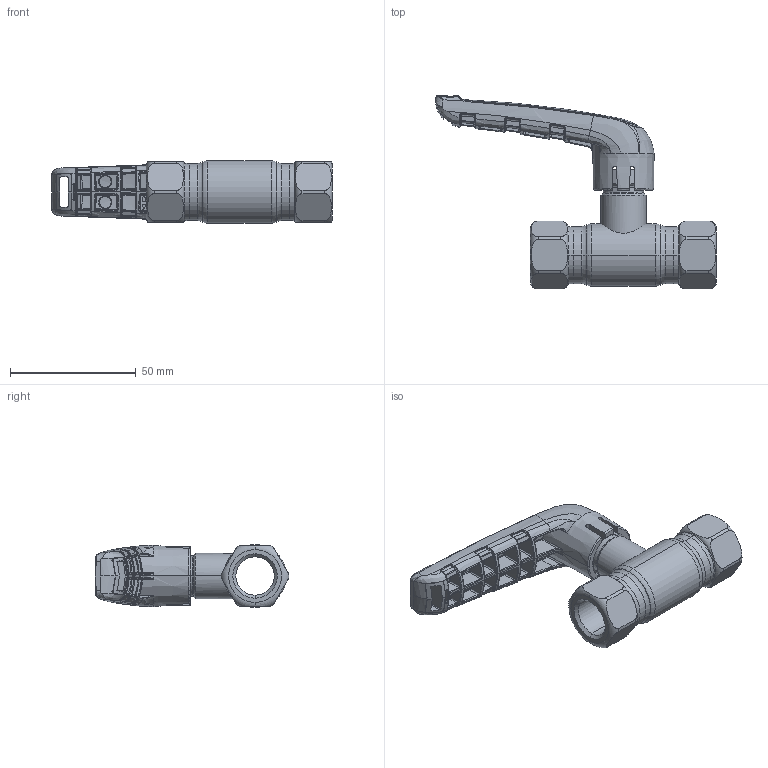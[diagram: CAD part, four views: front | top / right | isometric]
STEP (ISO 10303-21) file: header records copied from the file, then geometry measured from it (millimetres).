
FILE_DESCRIPTION (( 'STEP AP214' ), '1' );
FILE_NAME ('2010002000-xxxx.step', '2019-05-10T06:49:53', ( '' ), ( '' ), 'SwSTEP 2.0', 'SolidWorks 2017', '' );
FILE_SCHEMA (( 'AUTOMOTIVE_DESIGN' ));
Length unit declared in the file: millimetre
Products named in the file (1): 2010002000-xxxx
Bounding box: 111.78 x 77.18 x 25 mm (x, y, z)
Surface area: 19362.6 mm2 (no closed solid volume)
Topology: 0 solids, 7 shells, 850 faces, 2422 edges, 1497 vertices
Faces by surface type: bspline 677, plane 71, cylinder 52, torus 29, cone 21
Entity records: 60211 total; most frequent: CARTESIAN_POINT 34787, ORIENTED_EDGE 4275, EDGE_CURVE 2394, B_SPLINE_CURVE_WITH_KNOTS 1654, DIRECTION 1639, VERTEX_POINT 1497, EDGE_LOOP 874, UNCERTAINTY_MEASURE_WITH_UNIT 852
